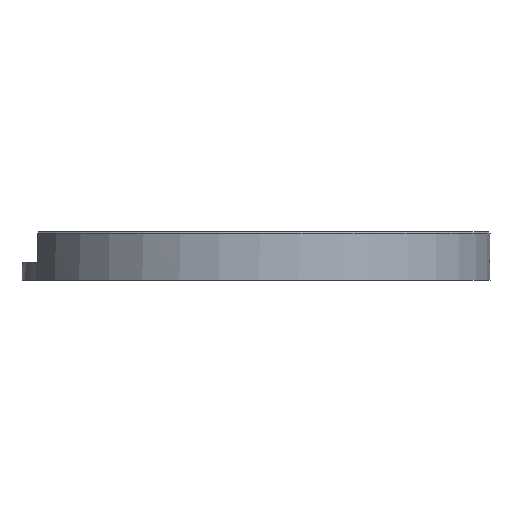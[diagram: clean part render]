
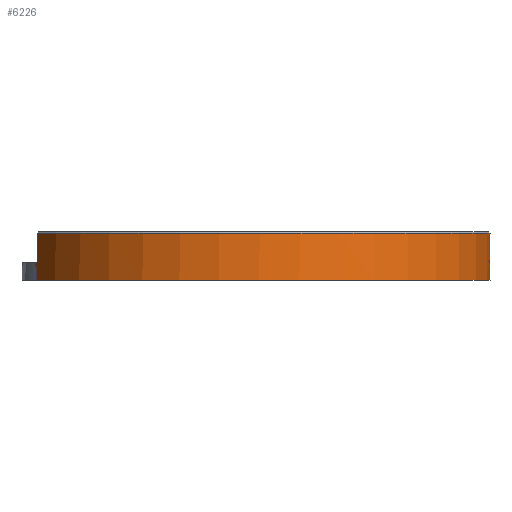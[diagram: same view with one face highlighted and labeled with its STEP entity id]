
A CAD part, front view. The second image highlights one B-rep face of the part: STEP entity #6226.
In plain terms, the highlighted cylindrical face has radius 39 mm (diameter 78 mm), a partial arc.
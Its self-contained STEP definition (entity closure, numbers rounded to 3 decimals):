
#68 = CARTESIAN_POINT ( 'NONE',  ( 38.92, -2.5, 3. ) ) ;
#83 = CIRCLE ( 'NONE', #6596, 39. ) ;
#86 = VERTEX_POINT ( 'NONE', #5769 ) ;
#88 = CARTESIAN_POINT ( 'NONE',  ( -36.446, 13.881, 3. ) ) ;
#181 = EDGE_CURVE ( 'NONE', #234, #1131, #2944, .T. ) ;
#234 = VERTEX_POINT ( 'NONE', #4890 ) ;
#279 = CARTESIAN_POINT ( 'NONE',  ( 38.997, -0.5, 5. ) ) ;
#302 = CARTESIAN_POINT ( 'NONE',  ( 38.997, 0.5, 7. ) ) ;
#319 =( BOUNDED_CURVE ( )  B_SPLINE_CURVE ( 3, ( #6261, #2697, #3141, #68 ),
 .UNSPECIFIED., .F., .F. ) 
 B_SPLINE_CURVE_WITH_KNOTS ( ( 4, 4 ),
 ( 4.725, 4.777 ),
 .UNSPECIFIED. ) 
 CURVE ( )  GEOMETRIC_REPRESENTATION_ITEM ( )  RATIONAL_B_SPLINE_CURVE ( ( 1., 1., 1., 1. ) ) 
 REPRESENTATION_ITEM ( '' )  );
#320 = CIRCLE ( 'NONE', #1767, 39. ) ;
#354 = EDGE_CURVE ( 'NONE', #2168, #5328, #5173, .T. ) ;
#447 = EDGE_CURVE ( 'NONE', #1271, #6448, #83, .T. ) ;
#481 = CARTESIAN_POINT ( 'NONE',  ( 38.92, -2.5, 3. ) ) ;
#526 = CARTESIAN_POINT ( 'NONE',  ( -36.16, -14.61, 8. ) ) ;
#579 = CARTESIAN_POINT ( 'NONE',  ( 38.997, 0.5, 5. ) ) ;
#586 = EDGE_CURVE ( 'NONE', #234, #1271, #3547, .T. ) ;
#630 = DIRECTION ( 'NONE',  ( -1., 0., 0. ) ) ;
#660 = EDGE_CURVE ( 'NONE', #2915, #4930, #4730, .T. ) ;
#1131 = VERTEX_POINT ( 'NONE', #88 ) ;
#1271 = VERTEX_POINT ( 'NONE', #5142 ) ;
#1533 = AXIS2_PLACEMENT_3D ( 'NONE', #4331, #4362, #1779 ) ;
#1535 = DIRECTION ( 'NONE',  ( 0., 0., 1. ) ) ;
#1593 = CARTESIAN_POINT ( 'NONE',  ( 38.997, -0.5, 8. ) ) ;
#1676 = CARTESIAN_POINT ( 'NONE',  ( 0., 0., 7. ) ) ;
#1705 = DIRECTION ( 'NONE',  ( -1., 0., 0. ) ) ;
#1767 = AXIS2_PLACEMENT_3D ( 'NONE', #2183, #3703, #5822 ) ;
#1779 = DIRECTION ( 'NONE',  ( 0., -1., 0. ) ) ;
#1789 =( BOUNDED_CURVE ( )  B_SPLINE_CURVE ( 3, ( #4980, #2510, #5219, #579 ),
 .UNSPECIFIED., .F., .F. ) 
 B_SPLINE_CURVE_WITH_KNOTS ( ( 4, 4 ),
 ( 1.507, 1.558 ),
 .UNSPECIFIED. ) 
 CURVE ( )  GEOMETRIC_REPRESENTATION_ITEM ( )  RATIONAL_B_SPLINE_CURVE ( ( 1., 1., 1., 1. ) ) 
 REPRESENTATION_ITEM ( '' )  );
#1926 = EDGE_CURVE ( 'NONE', #1131, #5040, #4230, .T. ) ;
#1947 = VERTEX_POINT ( 'NONE', #6133 ) ;
#1949 = CARTESIAN_POINT ( 'NONE',  ( -36.304, 14.249, 1.001 ) ) ;
#1975 = DIRECTION ( 'NONE',  ( 1., 0., 0. ) ) ;
#1995 = AXIS2_PLACEMENT_3D ( 'NONE', #1676, #4940, #1705 ) ;
#2018 = CARTESIAN_POINT ( 'NONE',  ( -36.16, -14.61, 3. ) ) ;
#2168 = VERTEX_POINT ( 'NONE', #481 ) ;
#2171 = EDGE_CURVE ( 'NONE', #4930, #4553, #3624, .T. ) ;
#2183 = CARTESIAN_POINT ( 'NONE',  ( 0., 0., 0. ) ) ;
#2184 = LINE ( 'NONE', #5758, #6511 ) ;
#2194 = ORIENTED_EDGE ( 'NONE', *, *, #6224, .F. ) ;
#2388 = DIRECTION ( 'NONE',  ( 0., 0., 1. ) ) ;
#2443 = LINE ( 'NONE', #1593, #6293 ) ;
#2505 = ORIENTED_EDGE ( 'NONE', *, *, #447, .T. ) ;
#2510 = CARTESIAN_POINT ( 'NONE',  ( 38.963, 1.834, 3.666 ) ) ;
#2653 = CIRCLE ( 'NONE', #1995, 39. ) ;
#2697 = CARTESIAN_POINT ( 'NONE',  ( 38.988, -1.167, 4.333 ) ) ;
#2861 = ORIENTED_EDGE ( 'NONE', *, *, #2171, .F. ) ;
#2915 = VERTEX_POINT ( 'NONE', #5221 ) ;
#2944 = CIRCLE ( 'NONE', #5943, 39. ) ;
#3027 = ORIENTED_EDGE ( 'NONE', *, *, #1926, .F. ) ;
#3063 = CARTESIAN_POINT ( 'NONE',  ( -36.446, -13.881, 3. ) ) ;
#3079 = VECTOR ( 'NONE', #5586, 1000. ) ;
#3141 = CARTESIAN_POINT ( 'NONE',  ( 38.963, -1.834, 3.666 ) ) ;
#3315 = FACE_BOUND ( 'NONE', #6310, .T. ) ;
#3336 = ORIENTED_EDGE ( 'NONE', *, *, #6143, .F. ) ;
#3346 = EDGE_CURVE ( 'NONE', #6448, #4553, #3534, .T. ) ;
#3398 = ORIENTED_EDGE ( 'NONE', *, *, #586, .T. ) ;
#3534 = LINE ( 'NONE', #526, #3079 ) ;
#3535 = ORIENTED_EDGE ( 'NONE', *, *, #4627, .F. ) ;
#3547 = LINE ( 'NONE', #4177, #6378 ) ;
#3624 = CIRCLE ( 'NONE', #5402, 39. ) ;
#3686 = CARTESIAN_POINT ( 'NONE',  ( 38.92, 2.5, 3. ) ) ;
#3703 = DIRECTION ( 'NONE',  ( 0., 0., 1. ) ) ;
#3808 = FACE_OUTER_BOUND ( 'NONE', #3928, .T. ) ;
#3865 = EDGE_CURVE ( 'NONE', #2915, #5040, #320, .T. ) ;
#3867 = EDGE_CURVE ( 'NONE', #5328, #86, #1789, .T. ) ;
#3883 = DIRECTION ( 'NONE',  ( 0., 0., -1. ) ) ;
#3912 = CARTESIAN_POINT ( 'NONE',  ( -36.233, 14.428, 0. ) ) ;
#3928 = EDGE_LOOP ( 'NONE', ( #5429, #3398, #2505, #4242, #2861, #6520, #5283, #3027 ) ) ;
#3940 = CARTESIAN_POINT ( 'NONE',  ( -36.446, -13.881, 3. ) ) ;
#4090 = CARTESIAN_POINT ( 'NONE',  ( -36.233, 14.428, 0. ) ) ;
#4106 = CARTESIAN_POINT ( 'NONE',  ( -36.375, -14.067, 2.001 ) ) ;
#4140 = CARTESIAN_POINT ( 'NONE',  ( -36.233, -14.428, 0. ) ) ;
#4177 = CARTESIAN_POINT ( 'NONE',  ( -36.16, 14.61, 8. ) ) ;
#4230 = B_SPLINE_CURVE_WITH_KNOTS ( 'NONE', 3,
 ( #5167, #5102, #1949, #4090 ),
 .UNSPECIFIED., .F., .F.,
 ( 4, 4 ),
 ( 0.005, 0.008 ),
 .UNSPECIFIED. ) ;
#4242 = ORIENTED_EDGE ( 'NONE', *, *, #3346, .T. ) ;
#4327 = CARTESIAN_POINT ( 'NONE',  ( -36.16, -14.61, 7.8 ) ) ;
#4331 = CARTESIAN_POINT ( 'NONE',  ( 0., 0., 3. ) ) ;
#4362 = DIRECTION ( 'NONE',  ( 0., 0., 1. ) ) ;
#4429 = DIRECTION ( 'NONE',  ( 0., 0., -1. ) ) ;
#4520 = CARTESIAN_POINT ( 'NONE',  ( 0., 0., 7.8 ) ) ;
#4553 = VERTEX_POINT ( 'NONE', #2018 ) ;
#4590 = CARTESIAN_POINT ( 'NONE',  ( -36.304, -14.249, 1.001 ) ) ;
#4627 = EDGE_CURVE ( 'NONE', #1947, #4682, #2443, .T. ) ;
#4682 = VERTEX_POINT ( 'NONE', #279 ) ;
#4724 = DIRECTION ( 'NONE',  ( 0., 0., 1. ) ) ;
#4730 = B_SPLINE_CURVE_WITH_KNOTS ( 'NONE', 3,
 ( #4140, #4590, #4106, #3063 ),
 .UNSPECIFIED., .F., .F.,
 ( 4, 4 ),
 ( 0., 0.003 ),
 .UNSPECIFIED. ) ;
#4890 = CARTESIAN_POINT ( 'NONE',  ( -36.16, 14.61, 3. ) ) ;
#4930 = VERTEX_POINT ( 'NONE', #3940 ) ;
#4940 = DIRECTION ( 'NONE',  ( 0., 0., -1. ) ) ;
#4980 = CARTESIAN_POINT ( 'NONE',  ( 38.92, 2.5, 3. ) ) ;
#4981 = CARTESIAN_POINT ( 'NONE',  ( 0., 0., 8. ) ) ;
#4992 = DIRECTION ( 'NONE',  ( 1., 0., 0. ) ) ;
#5040 = VERTEX_POINT ( 'NONE', #3912 ) ;
#5102 = CARTESIAN_POINT ( 'NONE',  ( -36.375, 14.067, 2.001 ) ) ;
#5142 = CARTESIAN_POINT ( 'NONE',  ( -36.16, 14.61, 7.8 ) ) ;
#5167 = CARTESIAN_POINT ( 'NONE',  ( -36.446, 13.881, 3. ) ) ;
#5173 = CIRCLE ( 'NONE', #1533, 39. ) ;
#5219 = CARTESIAN_POINT ( 'NONE',  ( 38.988, 1.167, 4.333 ) ) ;
#5221 = CARTESIAN_POINT ( 'NONE',  ( -36.233, -14.428, 0. ) ) ;
#5283 = ORIENTED_EDGE ( 'NONE', *, *, #3865, .T. ) ;
#5328 = VERTEX_POINT ( 'NONE', #3686 ) ;
#5402 = AXIS2_PLACEMENT_3D ( 'NONE', #6710, #6153, #1975 ) ;
#5408 = ORIENTED_EDGE ( 'NONE', *, *, #5855, .F. ) ;
#5429 = ORIENTED_EDGE ( 'NONE', *, *, #181, .F. ) ;
#5586 = DIRECTION ( 'NONE',  ( 0., 0., -1. ) ) ;
#5758 = CARTESIAN_POINT ( 'NONE',  ( 38.997, 0.5, 8. ) ) ;
#5769 = CARTESIAN_POINT ( 'NONE',  ( 38.997, 0.5, 5. ) ) ;
#5822 = DIRECTION ( 'NONE',  ( 1., 0., 0. ) ) ;
#5855 = EDGE_CURVE ( 'NONE', #86, #6621, #2184, .T. ) ;
#5943 = AXIS2_PLACEMENT_3D ( 'NONE', #5970, #2388, #4992 ) ;
#5970 = CARTESIAN_POINT ( 'NONE',  ( 0., 0., 3. ) ) ;
#5998 = DIRECTION ( 'NONE',  ( 1., 0., 0. ) ) ;
#6012 = ORIENTED_EDGE ( 'NONE', *, *, #3867, .F. ) ;
#6083 = AXIS2_PLACEMENT_3D ( 'NONE', #4981, #4429, #630 ) ;
#6133 = CARTESIAN_POINT ( 'NONE',  ( 38.997, -0.5, 7. ) ) ;
#6143 = EDGE_CURVE ( 'NONE', #4682, #2168, #319, .T. ) ;
#6153 = DIRECTION ( 'NONE',  ( 0., 0., 1. ) ) ;
#6224 = EDGE_CURVE ( 'NONE', #6621, #1947, #2653, .T. ) ;
#6226 = ADVANCED_FACE ( 'NONE', ( #3808, #3315 ), #6533, .T. ) ;
#6239 = ORIENTED_EDGE ( 'NONE', *, *, #354, .F. ) ;
#6261 = CARTESIAN_POINT ( 'NONE',  ( 38.997, -0.5, 5. ) ) ;
#6293 = VECTOR ( 'NONE', #6469, 1000. ) ;
#6310 = EDGE_LOOP ( 'NONE', ( #3535, #2194, #5408, #6012, #6239, #3336 ) ) ;
#6378 = VECTOR ( 'NONE', #4724, 1000. ) ;
#6448 = VERTEX_POINT ( 'NONE', #4327 ) ;
#6469 = DIRECTION ( 'NONE',  ( 0., 0., -1. ) ) ;
#6511 = VECTOR ( 'NONE', #1535, 1000. ) ;
#6520 = ORIENTED_EDGE ( 'NONE', *, *, #660, .F. ) ;
#6533 = CYLINDRICAL_SURFACE ( 'NONE', #6083, 39. ) ;
#6596 = AXIS2_PLACEMENT_3D ( 'NONE', #4520, #3883, #5998 ) ;
#6621 = VERTEX_POINT ( 'NONE', #302 ) ;
#6710 = CARTESIAN_POINT ( 'NONE',  ( 0., 0., 3. ) ) ;
